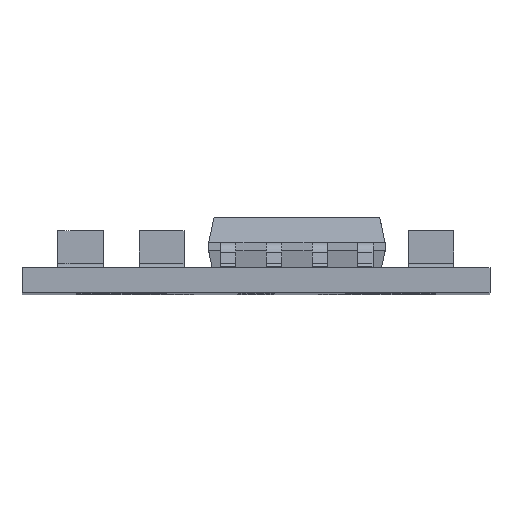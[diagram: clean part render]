
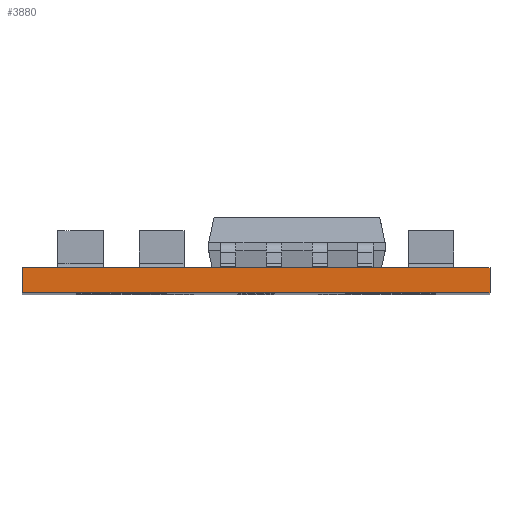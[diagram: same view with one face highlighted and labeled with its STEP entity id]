
A CAD part, top view. The second image highlights one B-rep face of the part: STEP entity #3880.
In plain terms, the highlighted planar face has unit normal (0, 0, 1).
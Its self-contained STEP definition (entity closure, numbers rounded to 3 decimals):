
#574 = CARTESIAN_POINT ( 'NONE',  ( -18.503, 25.431, 14.013 ) ) ;
#664 = CARTESIAN_POINT ( 'NONE',  ( -5.503, 25.431, 14.013 ) ) ;
#917 = VERTEX_POINT ( 'NONE', #664 ) ;
#1344 = PLANE ( 'NONE',  #7898 ) ;
#1623 = CARTESIAN_POINT ( 'NONE',  ( -18.503, 25.431, 14.013 ) ) ;
#1714 = EDGE_CURVE ( 'NONE', #6731, #917, #7381, .T. ) ;
#1767 = DIRECTION ( 'NONE',  ( 0., -1., 0. ) ) ;
#1857 = CARTESIAN_POINT ( 'NONE',  ( -18.503, 26.131, 14.013 ) ) ;
#1945 = CARTESIAN_POINT ( 'NONE',  ( -5.503, 26.131, 14.013 ) ) ;
#1989 = CARTESIAN_POINT ( 'NONE',  ( -18.503, 26.131, 14.013 ) ) ;
#2143 = LINE ( 'NONE', #7302, #6941 ) ;
#2923 = ORIENTED_EDGE ( 'NONE', *, *, #4894, .F. ) ;
#3090 = ORIENTED_EDGE ( 'NONE', *, *, #3766, .F. ) ;
#3264 = FACE_OUTER_BOUND ( 'NONE', #5780, .T. ) ;
#3766 = EDGE_CURVE ( 'NONE', #7753, #917, #5710, .T. ) ;
#3880 = ADVANCED_FACE ( 'NONE', ( #3264 ), #1344, .F. ) ;
#4144 = ORIENTED_EDGE ( 'NONE', *, *, #4740, .T. ) ;
#4310 = DIRECTION ( 'NONE',  ( 1., 0., 0. ) ) ;
#4537 = VECTOR ( 'NONE', #1767, 1000. ) ;
#4740 = EDGE_CURVE ( 'NONE', #5194, #6731, #7565, .T. ) ;
#4894 = EDGE_CURVE ( 'NONE', #5194, #7753, #2143, .T. ) ;
#5194 = VERTEX_POINT ( 'NONE', #5557 ) ;
#5210 = DIRECTION ( 'NONE',  ( 0., 0., -1. ) ) ;
#5452 = DIRECTION ( 'NONE',  ( 1., 0., 0. ) ) ;
#5557 = CARTESIAN_POINT ( 'NONE',  ( -18.503, 26.131, 14.013 ) ) ;
#5629 = VECTOR ( 'NONE', #5452, 1000. ) ;
#5710 = LINE ( 'NONE', #1945, #5977 ) ;
#5780 = EDGE_LOOP ( 'NONE', ( #6748, #3090, #2923, #4144 ) ) ;
#5977 = VECTOR ( 'NONE', #7705, 1000. ) ;
#6526 = CARTESIAN_POINT ( 'NONE',  ( -5.503, 26.131, 14.013 ) ) ;
#6533 = DIRECTION ( 'NONE',  ( -1., 0., 0. ) ) ;
#6731 = VERTEX_POINT ( 'NONE', #574 ) ;
#6748 = ORIENTED_EDGE ( 'NONE', *, *, #1714, .T. ) ;
#6941 = VECTOR ( 'NONE', #4310, 1000. ) ;
#7302 = CARTESIAN_POINT ( 'NONE',  ( -18.503, 26.131, 14.013 ) ) ;
#7381 = LINE ( 'NONE', #1623, #5629 ) ;
#7565 = LINE ( 'NONE', #1857, #4537 ) ;
#7705 = DIRECTION ( 'NONE',  ( 0., -1., 0. ) ) ;
#7753 = VERTEX_POINT ( 'NONE', #6526 ) ;
#7898 = AXIS2_PLACEMENT_3D ( 'NONE', #1989, #5210, #6533 ) ;
